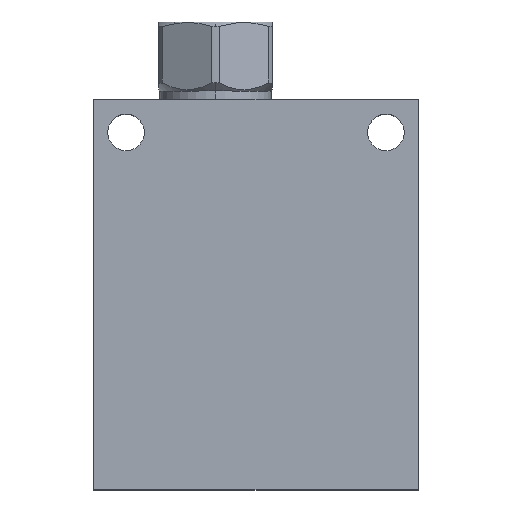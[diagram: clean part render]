
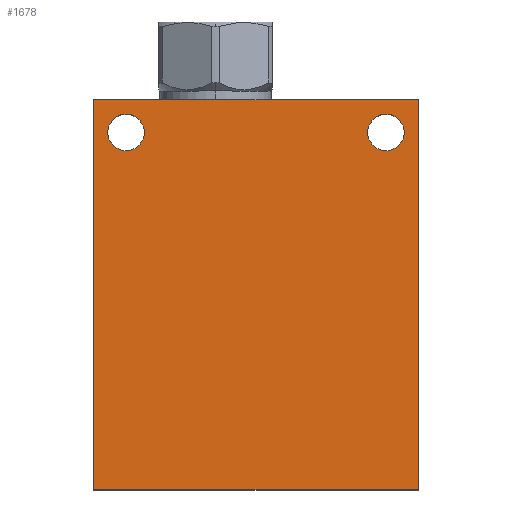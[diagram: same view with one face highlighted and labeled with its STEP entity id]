
A CAD part, top view. The second image highlights one B-rep face of the part: STEP entity #1678.
In plain terms, the highlighted planar face has unit normal (0, 0, 1).
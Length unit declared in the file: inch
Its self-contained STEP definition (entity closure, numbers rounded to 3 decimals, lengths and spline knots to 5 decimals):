
#93=DIRECTION('',(0.,-1.,0.));
#94=VECTOR('',#93,3.);
#95=CARTESIAN_POINT('',(0.,0.,1.25));
#96=LINE('',#95,#94);
#97=DIRECTION('',(-1.,0.,0.));
#98=VECTOR('',#97,2.5);
#99=CARTESIAN_POINT('',(2.5,0.,1.25));
#100=LINE('',#99,#98);
#101=DIRECTION('',(0.,1.,0.));
#102=VECTOR('',#101,3.);
#103=CARTESIAN_POINT('',(2.5,-3.,1.25));
#104=LINE('',#103,#102);
#105=DIRECTION('',(1.,0.,0.));
#106=VECTOR('',#105,2.5);
#107=CARTESIAN_POINT('',(0.,-3.,1.25));
#108=LINE('',#107,#106);
#109=CARTESIAN_POINT('',(0.25,-0.25,1.25));
#110=DIRECTION('',(0.,0.,-1.));
#111=DIRECTION('',(-1.,0.,0.));
#112=AXIS2_PLACEMENT_3D('',#109,#110,#111);
#114=CARTESIAN_POINT('',(0.25,-0.25,1.25));
#115=DIRECTION('',(0.,0.,-1.));
#116=DIRECTION('',(1.,0.,0.));
#117=AXIS2_PLACEMENT_3D('',#114,#115,#116);
#119=CARTESIAN_POINT('',(2.25,-0.25,1.25));
#120=DIRECTION('',(0.,0.,-1.));
#121=DIRECTION('',(-1.,0.,0.));
#122=AXIS2_PLACEMENT_3D('',#119,#120,#121);
#124=CARTESIAN_POINT('',(2.25,-0.25,1.25));
#125=DIRECTION('',(0.,0.,-1.));
#126=DIRECTION('',(1.,0.,0.));
#127=AXIS2_PLACEMENT_3D('',#124,#125,#126);
#1353=CARTESIAN_POINT('',(0.,0.,1.25));
#1354=CARTESIAN_POINT('',(0.,-3.,1.25));
#1355=VERTEX_POINT('',#1353);
#1356=VERTEX_POINT('',#1354);
#1357=CARTESIAN_POINT('',(2.5,-3.,1.25));
#1358=VERTEX_POINT('',#1357);
#1359=CARTESIAN_POINT('',(2.5,0.,1.25));
#1360=VERTEX_POINT('',#1359);
#1365=CARTESIAN_POINT('',(0.1095,-0.25,1.25));
#1366=CARTESIAN_POINT('',(0.3905,-0.25,1.25));
#1367=VERTEX_POINT('',#1365);
#1368=VERTEX_POINT('',#1366);
#1373=CARTESIAN_POINT('',(2.1095,-0.25,1.25));
#1374=CARTESIAN_POINT('',(2.3905,-0.25,1.25));
#1375=VERTEX_POINT('',#1373);
#1376=VERTEX_POINT('',#1374);
#1655=CARTESIAN_POINT('',(0.,0.,1.25));
#1656=DIRECTION('',(0.,0.,1.));
#1657=DIRECTION('',(1.,0.,0.));
#1658=AXIS2_PLACEMENT_3D('',#1655,#1656,#1657);
#1659=PLANE('',#1658);
#1660=ORIENTED_EDGE('',*,*,#1583,.F.);
#1661=ORIENTED_EDGE('',*,*,#1604,.F.);
#1662=ORIENTED_EDGE('',*,*,#1624,.F.);
#1663=ORIENTED_EDGE('',*,*,#1643,.F.);
#1664=EDGE_LOOP('',(#1660,#1661,#1662,#1663));
#1665=FACE_OUTER_BOUND('',#1664,.F.);
#1667=ORIENTED_EDGE('',*,*,#1666,.F.);
#1669=ORIENTED_EDGE('',*,*,#1668,.F.);
#1670=EDGE_LOOP('',(#1667,#1669));
#1671=FACE_BOUND('',#1670,.F.);
#1673=ORIENTED_EDGE('',*,*,#1672,.F.);
#1675=ORIENTED_EDGE('',*,*,#1674,.F.);
#1676=EDGE_LOOP('',(#1673,#1675));
#1677=FACE_BOUND('',#1676,.F.);
#1678=ADVANCED_FACE('',(#1665,#1671,#1677),#1659,.T.);
#113=CIRCLE('',#112,0.1405);
#118=CIRCLE('',#117,0.1405);
#123=CIRCLE('',#122,0.1405);
#128=CIRCLE('',#127,0.1405);
#1583=EDGE_CURVE('',#1355,#1356,#96,.T.);
#1604=EDGE_CURVE('',#1360,#1355,#100,.T.);
#1624=EDGE_CURVE('',#1358,#1360,#104,.T.);
#1643=EDGE_CURVE('',#1356,#1358,#108,.T.);
#1666=EDGE_CURVE('',#1367,#1368,#113,.T.);
#1668=EDGE_CURVE('',#1368,#1367,#118,.T.);
#1672=EDGE_CURVE('',#1375,#1376,#123,.T.);
#1674=EDGE_CURVE('',#1376,#1375,#128,.T.);
